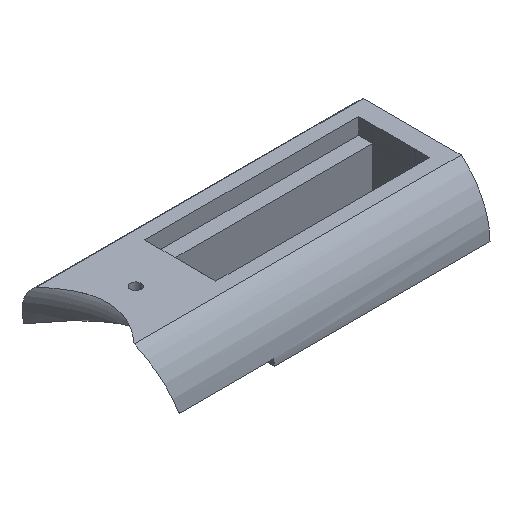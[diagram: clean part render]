
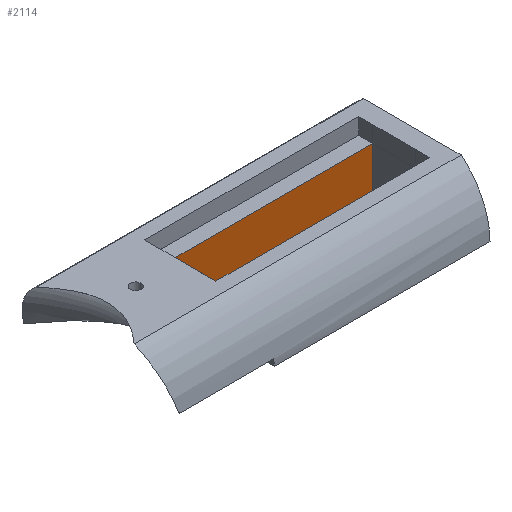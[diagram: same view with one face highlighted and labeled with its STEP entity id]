
A CAD part, isometric view. The second image highlights one B-rep face of the part: STEP entity #2114.
In plain terms, the highlighted planar face has unit normal (0, -1, 0).
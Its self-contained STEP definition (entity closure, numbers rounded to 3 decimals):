
#101 = PLANE('',#102);
#102 = AXIS2_PLACEMENT_3D('',#103,#104,#105);
#103 = CARTESIAN_POINT('',(-1.564,-2.185,0.));
#104 = DIRECTION('',(0.,0.,1.));
#105 = DIRECTION('',(1.,0.,0.));
#657 = PLANE('',#658);
#658 = AXIS2_PLACEMENT_3D('',#659,#660,#661);
#659 = CARTESIAN_POINT('',(-1.564,-2.185,0.18));
#660 = DIRECTION('',(0.,0.,1.));
#661 = DIRECTION('',(1.,0.,0.));
#789 = VERTEX_POINT('',#790);
#790 = CARTESIAN_POINT('',(1.695,0.6,0.));
#803 = PLANE('',#804);
#804 = AXIS2_PLACEMENT_3D('',#805,#806,#807);
#805 = CARTESIAN_POINT('',(1.695,-2.185,-0.45));
#806 = DIRECTION('',(1.,0.,0.));
#807 = DIRECTION('',(0.,0.,1.));
#814 = EDGE_CURVE('',#789,#815,#817,.T.);
#815 = VERTEX_POINT('',#816);
#816 = CARTESIAN_POINT('',(7.25,0.6,0.));
#817 = SURFACE_CURVE('',#818,(#822,#829),.PCURVE_S1.);
#818 = LINE('',#819,#820);
#819 = CARTESIAN_POINT('',(1.25,0.6,0.));
#820 = VECTOR('',#821,1.);
#821 = DIRECTION('',(1.,0.,0.));
#822 = PCURVE('',#101,#823);
#823 = DEFINITIONAL_REPRESENTATION('',(#824),#828);
#824 = LINE('',#825,#826);
#825 = CARTESIAN_POINT('',(2.814,2.785));
#826 = VECTOR('',#827,1.);
#827 = DIRECTION('',(1.,0.));
#828 = ( GEOMETRIC_REPRESENTATION_CONTEXT(2) 
PARAMETRIC_REPRESENTATION_CONTEXT() REPRESENTATION_CONTEXT('2D SPACE',''
  ) );
#829 = PCURVE('',#830,#835);
#830 = PLANE('',#831);
#831 = AXIS2_PLACEMENT_3D('',#832,#833,#834);
#832 = CARTESIAN_POINT('',(1.25,0.6,0.));
#833 = DIRECTION('',(0.,1.,0.));
#834 = DIRECTION('',(0.,0.,1.));
#835 = DEFINITIONAL_REPRESENTATION('',(#836),#840);
#836 = LINE('',#837,#838);
#837 = CARTESIAN_POINT('',(0.,0.));
#838 = VECTOR('',#839,1.);
#839 = DIRECTION('',(0.,1.));
#840 = ( GEOMETRIC_REPRESENTATION_CONTEXT(2) 
PARAMETRIC_REPRESENTATION_CONTEXT() REPRESENTATION_CONTEXT('2D SPACE',''
  ) );
#858 = PLANE('',#859);
#859 = AXIS2_PLACEMENT_3D('',#860,#861,#862);
#860 = CARTESIAN_POINT('',(7.25,-0.6,0.));
#861 = DIRECTION('',(1.,0.,0.));
#862 = DIRECTION('',(0.,0.,1.));
#1503 = VERTEX_POINT('',#1504);
#1504 = CARTESIAN_POINT('',(1.25,0.6,1.243));
#1518 = PLANE('',#1519);
#1519 = AXIS2_PLACEMENT_3D('',#1520,#1521,#1522);
#1520 = CARTESIAN_POINT('',(1.25,-0.6,0.));
#1521 = DIRECTION('',(1.,0.,0.));
#1522 = DIRECTION('',(0.,0.,1.));
#1709 = VERTEX_POINT('',#1710);
#1710 = CARTESIAN_POINT('',(7.25,0.6,1.243));
#1795 = PLANE('',#1796);
#1796 = AXIS2_PLACEMENT_3D('',#1797,#1798,#1799);
#1797 = CARTESIAN_POINT('',(1.25,-1.,1.243));
#1798 = DIRECTION('',(0.,0.,1.));
#1799 = DIRECTION('',(1.,0.,0.));
#1887 = VERTEX_POINT('',#1888);
#1888 = CARTESIAN_POINT('',(1.695,0.6,0.18));
#1957 = VERTEX_POINT('',#1958);
#1958 = CARTESIAN_POINT('',(1.25,0.6,0.18));
#1977 = EDGE_CURVE('',#1887,#1957,#1978,.T.);
#1978 = SURFACE_CURVE('',#1979,(#1983,#1989),.PCURVE_S1.);
#1979 = LINE('',#1980,#1981);
#1980 = CARTESIAN_POINT('',(-0.157,0.6,0.18));
#1981 = VECTOR('',#1982,1.);
#1982 = DIRECTION('',(-1.,0.,0.));
#1983 = PCURVE('',#657,#1984);
#1984 = DEFINITIONAL_REPRESENTATION('',(#1985),#1988);
#1985 = B_SPLINE_CURVE_WITH_KNOTS('',1,(#1986,#1987),.UNSPECIFIED.,.F.,
  .F.,(2,2),(-1.852,-1.407),.PIECEWISE_BEZIER_KNOTS.);
#1986 = CARTESIAN_POINT('',(3.259,2.785));
#1987 = CARTESIAN_POINT('',(2.814,2.785));
#1988 = ( GEOMETRIC_REPRESENTATION_CONTEXT(2) 
PARAMETRIC_REPRESENTATION_CONTEXT() REPRESENTATION_CONTEXT('2D SPACE',''
  ) );
#1989 = PCURVE('',#830,#1990);
#1990 = DEFINITIONAL_REPRESENTATION('',(#1991),#1994);
#1991 = B_SPLINE_CURVE_WITH_KNOTS('',1,(#1992,#1993),.UNSPECIFIED.,.F.,
  .F.,(2,2),(-1.852,-1.407),.PIECEWISE_BEZIER_KNOTS.);
#1992 = CARTESIAN_POINT('',(0.18,0.445));
#1993 = CARTESIAN_POINT('',(0.18,0.));
#1994 = ( GEOMETRIC_REPRESENTATION_CONTEXT(2) 
PARAMETRIC_REPRESENTATION_CONTEXT() REPRESENTATION_CONTEXT('2D SPACE',''
  ) );
#2093 = EDGE_CURVE('',#815,#1709,#2094,.T.);
#2094 = SURFACE_CURVE('',#2095,(#2099,#2106),.PCURVE_S1.);
#2095 = LINE('',#2096,#2097);
#2096 = CARTESIAN_POINT('',(7.25,0.6,0.));
#2097 = VECTOR('',#2098,1.);
#2098 = DIRECTION('',(0.,0.,1.));
#2099 = PCURVE('',#858,#2100);
#2100 = DEFINITIONAL_REPRESENTATION('',(#2101),#2105);
#2101 = LINE('',#2102,#2103);
#2102 = CARTESIAN_POINT('',(0.,-1.2));
#2103 = VECTOR('',#2104,1.);
#2104 = DIRECTION('',(1.,0.));
#2105 = ( GEOMETRIC_REPRESENTATION_CONTEXT(2) 
PARAMETRIC_REPRESENTATION_CONTEXT() REPRESENTATION_CONTEXT('2D SPACE',''
  ) );
#2106 = PCURVE('',#830,#2107);
#2107 = DEFINITIONAL_REPRESENTATION('',(#2108),#2112);
#2108 = LINE('',#2109,#2110);
#2109 = CARTESIAN_POINT('',(0.,6.));
#2110 = VECTOR('',#2111,1.);
#2111 = DIRECTION('',(1.,0.));
#2112 = ( GEOMETRIC_REPRESENTATION_CONTEXT(2) 
PARAMETRIC_REPRESENTATION_CONTEXT() REPRESENTATION_CONTEXT('2D SPACE',''
  ) );
#2114 = ADVANCED_FACE('',(#2115),#830,.F.);
#2115 = FACE_BOUND('',#2116,.F.);
#2116 = EDGE_LOOP('',(#2117,#2118,#2119,#2138,#2139,#2160));
#2117 = ORIENTED_EDGE('',*,*,#2093,.F.);
#2118 = ORIENTED_EDGE('',*,*,#814,.F.);
#2119 = ORIENTED_EDGE('',*,*,#2120,.T.);
#2120 = EDGE_CURVE('',#789,#1887,#2121,.T.);
#2121 = SURFACE_CURVE('',#2122,(#2126,#2132),.PCURVE_S1.);
#2122 = LINE('',#2123,#2124);
#2123 = CARTESIAN_POINT('',(1.695,0.6,-0.225));
#2124 = VECTOR('',#2125,1.);
#2125 = DIRECTION('',(0.,0.,1.));
#2126 = PCURVE('',#830,#2127);
#2127 = DEFINITIONAL_REPRESENTATION('',(#2128),#2131);
#2128 = B_SPLINE_CURVE_WITH_KNOTS('',1,(#2129,#2130),.UNSPECIFIED.,.F.,
  .F.,(2,2),(0.225,0.405),.PIECEWISE_BEZIER_KNOTS.);
#2129 = CARTESIAN_POINT('',(0.,0.445));
#2130 = CARTESIAN_POINT('',(0.18,0.445));
#2131 = ( GEOMETRIC_REPRESENTATION_CONTEXT(2) 
PARAMETRIC_REPRESENTATION_CONTEXT() REPRESENTATION_CONTEXT('2D SPACE',''
  ) );
#2132 = PCURVE('',#803,#2133);
#2133 = DEFINITIONAL_REPRESENTATION('',(#2134),#2137);
#2134 = B_SPLINE_CURVE_WITH_KNOTS('',1,(#2135,#2136),.UNSPECIFIED.,.F.,
  .F.,(2,2),(0.225,0.405),.PIECEWISE_BEZIER_KNOTS.);
#2135 = CARTESIAN_POINT('',(0.45,-2.785));
#2136 = CARTESIAN_POINT('',(0.63,-2.785));
#2137 = ( GEOMETRIC_REPRESENTATION_CONTEXT(2) 
PARAMETRIC_REPRESENTATION_CONTEXT() REPRESENTATION_CONTEXT('2D SPACE',''
  ) );
#2138 = ORIENTED_EDGE('',*,*,#1977,.T.);
#2139 = ORIENTED_EDGE('',*,*,#2140,.T.);
#2140 = EDGE_CURVE('',#1957,#1503,#2141,.T.);
#2141 = SURFACE_CURVE('',#2142,(#2146,#2153),.PCURVE_S1.);
#2142 = LINE('',#2143,#2144);
#2143 = CARTESIAN_POINT('',(1.25,0.6,0.));
#2144 = VECTOR('',#2145,1.);
#2145 = DIRECTION('',(0.,0.,1.));
#2146 = PCURVE('',#830,#2147);
#2147 = DEFINITIONAL_REPRESENTATION('',(#2148),#2152);
#2148 = LINE('',#2149,#2150);
#2149 = CARTESIAN_POINT('',(0.,0.));
#2150 = VECTOR('',#2151,1.);
#2151 = DIRECTION('',(1.,0.));
#2152 = ( GEOMETRIC_REPRESENTATION_CONTEXT(2) 
PARAMETRIC_REPRESENTATION_CONTEXT() REPRESENTATION_CONTEXT('2D SPACE',''
  ) );
#2153 = PCURVE('',#1518,#2154);
#2154 = DEFINITIONAL_REPRESENTATION('',(#2155),#2159);
#2155 = LINE('',#2156,#2157);
#2156 = CARTESIAN_POINT('',(0.,-1.2));
#2157 = VECTOR('',#2158,1.);
#2158 = DIRECTION('',(1.,0.));
#2159 = ( GEOMETRIC_REPRESENTATION_CONTEXT(2) 
PARAMETRIC_REPRESENTATION_CONTEXT() REPRESENTATION_CONTEXT('2D SPACE',''
  ) );
#2160 = ORIENTED_EDGE('',*,*,#2161,.F.);
#2161 = EDGE_CURVE('',#1709,#1503,#2162,.T.);
#2162 = SURFACE_CURVE('',#2163,(#2167,#2173),.PCURVE_S1.);
#2163 = LINE('',#2164,#2165);
#2164 = CARTESIAN_POINT('',(1.25,0.6,1.243));
#2165 = VECTOR('',#2166,1.);
#2166 = DIRECTION('',(-1.,0.,0.));
#2167 = PCURVE('',#830,#2168);
#2168 = DEFINITIONAL_REPRESENTATION('',(#2169),#2172);
#2169 = B_SPLINE_CURVE_WITH_KNOTS('',1,(#2170,#2171),.UNSPECIFIED.,.F.,
  .F.,(2,2),(-6.,0.),.PIECEWISE_BEZIER_KNOTS.);
#2170 = CARTESIAN_POINT('',(1.243,6.));
#2171 = CARTESIAN_POINT('',(1.243,0.));
#2172 = ( GEOMETRIC_REPRESENTATION_CONTEXT(2) 
PARAMETRIC_REPRESENTATION_CONTEXT() REPRESENTATION_CONTEXT('2D SPACE',''
  ) );
#2173 = PCURVE('',#1795,#2174);
#2174 = DEFINITIONAL_REPRESENTATION('',(#2175),#2178);
#2175 = B_SPLINE_CURVE_WITH_KNOTS('',1,(#2176,#2177),.UNSPECIFIED.,.F.,
  .F.,(2,2),(-6.,0.),.PIECEWISE_BEZIER_KNOTS.);
#2176 = CARTESIAN_POINT('',(6.,1.6));
#2177 = CARTESIAN_POINT('',(0.,1.6));
#2178 = ( GEOMETRIC_REPRESENTATION_CONTEXT(2) 
PARAMETRIC_REPRESENTATION_CONTEXT() REPRESENTATION_CONTEXT('2D SPACE',''
  ) );
